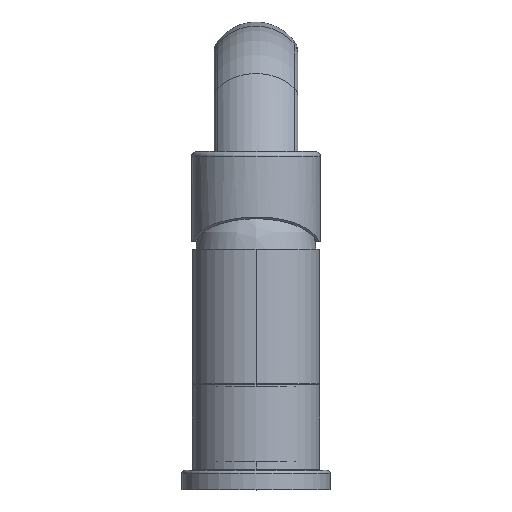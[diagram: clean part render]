
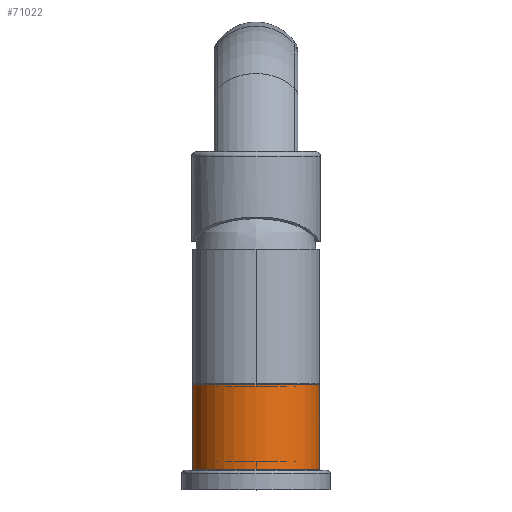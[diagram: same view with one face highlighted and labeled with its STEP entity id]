
A CAD part, top view. The second image highlights one B-rep face of the part: STEP entity #71022.
In plain terms, the highlighted cylindrical face has radius 21.25 mm (diameter 42.5 mm), a partial arc.
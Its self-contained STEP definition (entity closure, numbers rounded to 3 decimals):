
#52768=DIRECTION('',(0.,1.,0.));
#52769=VECTOR('',#52768,28.2);
#52770=CARTESIAN_POINT('',(21.25,6.2,0.));
#52771=LINE('',#52770,#52769);
#52987=CARTESIAN_POINT('',(0.,6.2,0.));
#52988=DIRECTION('',(0.,1.,0.));
#52989=DIRECTION('',(-1.,0.,0.));
#52990=AXIS2_PLACEMENT_3D('',#52987,#52988,#52989);
#53007=DIRECTION('',(0.,1.,0.));
#53008=VECTOR('',#53007,28.2);
#53009=CARTESIAN_POINT('',(-21.25,6.2,0.));
#53010=LINE('',#53009,#53008);
#53011=CARTESIAN_POINT('',(0.,34.4,0.));
#53012=DIRECTION('',(0.,1.,0.));
#53013=DIRECTION('',(-1.,0.,0.));
#53014=AXIS2_PLACEMENT_3D('',#53011,#53012,#53013);
#62568=CARTESIAN_POINT('',(-21.25,6.2,0.));
#62569=CARTESIAN_POINT('',(21.25,6.2,0.));
#62570=VERTEX_POINT('',#62568);
#62571=VERTEX_POINT('',#62569);
#62572=CARTESIAN_POINT('',(-21.25,34.4,0.));
#62573=CARTESIAN_POINT('',(21.25,34.4,0.));
#62574=VERTEX_POINT('',#62572);
#62575=VERTEX_POINT('',#62573);
#71010=CARTESIAN_POINT('',(0.,6.2,0.));
#71011=DIRECTION('',(0.,1.,0.));
#71012=DIRECTION('',(-1.,0.,0.));
#71013=AXIS2_PLACEMENT_3D('',#71010,#71011,#71012);
#71014=CYLINDRICAL_SURFACE('',#71013,21.25);
#71015=ORIENTED_EDGE('',*,*,#70991,.F.);
#71016=ORIENTED_EDGE('',*,*,#70965,.T.);
#71018=ORIENTED_EDGE('',*,*,#71017,.T.);
#71019=ORIENTED_EDGE('',*,*,#70961,.F.);
#71020=EDGE_LOOP('',(#71015,#71016,#71018,#71019));
#71021=FACE_OUTER_BOUND('',#71020,.F.);
#71022=ADVANCED_FACE('',(#71021),#71014,.T.);
#52991=CIRCLE('',#52990,21.25);
#53015=CIRCLE('',#53014,21.25);
#70961=EDGE_CURVE('',#62571,#62575,#52771,.T.);
#70965=EDGE_CURVE('',#62570,#62574,#53010,.T.);
#70991=EDGE_CURVE('',#62570,#62571,#52991,.T.);
#71017=EDGE_CURVE('',#62574,#62575,#53015,.T.);
